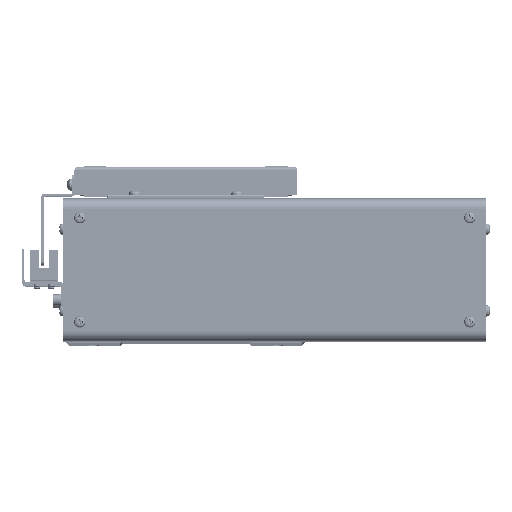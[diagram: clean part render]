
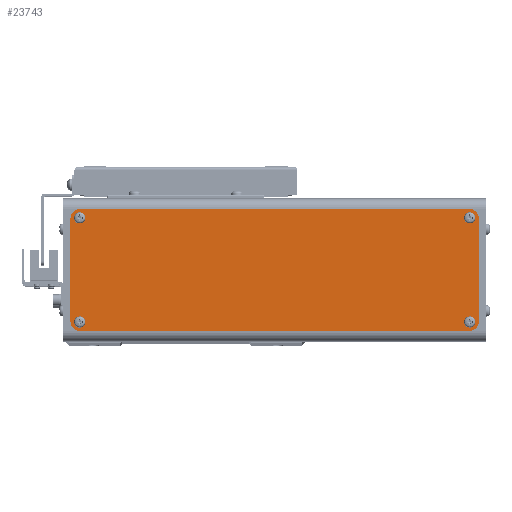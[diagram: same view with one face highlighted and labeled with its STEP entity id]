
A CAD part, top view. The second image highlights one B-rep face of the part: STEP entity #23743.
In plain terms, the highlighted planar face has unit normal (0, 0, 1).
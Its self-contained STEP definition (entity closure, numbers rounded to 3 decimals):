
#37 = EDGE_CURVE ( 'NONE', #61919, #11599, #63298, .T. ) ;
#471 = EDGE_CURVE ( 'NONE', #65597, #87157, #59093, .T. ) ;
#1555 = DIRECTION ( 'NONE',  ( -1., 0., 0. ) ) ;
#3574 = ORIENTED_EDGE ( 'NONE', *, *, #471, .F. ) ;
#4683 = AXIS2_PLACEMENT_3D ( 'NONE', #93812, #41005, #102661 ) ;
#4744 = DIRECTION ( 'NONE',  ( -1., 0., 0. ) ) ;
#6079 = DIRECTION ( 'NONE',  ( 0., 0., 1. ) ) ;
#6745 = VERTEX_POINT ( 'NONE', #52343 ) ;
#7392 = PLANE ( 'NONE',  #54948 ) ;
#10005 = VECTOR ( 'NONE', #101055, 1000. ) ;
#10432 = CARTESIAN_POINT ( 'NONE',  ( -100., 25., 1. ) ) ;
#11003 = AXIS2_PLACEMENT_3D ( 'NONE', #13980, #75710, #22864 ) ;
#11599 = VERTEX_POINT ( 'NONE', #22804 ) ;
#11821 = CARTESIAN_POINT ( 'NONE',  ( 93.9, 25.5, 1. ) ) ;
#12292 = EDGE_CURVE ( 'NONE', #36906, #73364, #59633, .T. ) ;
#12537 = ORIENTED_EDGE ( 'NONE', *, *, #64279, .T. ) ;
#13980 = CARTESIAN_POINT ( 'NONE',  ( 95.5, -25.5, 1. ) ) ;
#14824 = CIRCLE ( 'NONE', #27989, 1.6 ) ;
#15345 = CARTESIAN_POINT ( 'NONE',  ( 95.5, 25.5, 1. ) ) ;
#15497 = CARTESIAN_POINT ( 'NONE',  ( -93.9, -25.5, 1. ) ) ;
#15757 = CARTESIAN_POINT ( 'NONE',  ( -95., -25., 1. ) ) ;
#16167 = EDGE_CURVE ( 'NONE', #87157, #65597, #89086, .T. ) ;
#16293 = DIRECTION ( 'NONE',  ( -1., 0., 0. ) ) ;
#16461 = DIRECTION ( 'NONE',  ( 0., 0., 1. ) ) ;
#16647 = EDGE_LOOP ( 'NONE', ( #72082, #3574 ) ) ;
#16800 = CIRCLE ( 'NONE', #49083, 1.6 ) ;
#17051 = CARTESIAN_POINT ( 'NONE',  ( -95.5, 25.5, 1. ) ) ;
#17254 = ORIENTED_EDGE ( 'NONE', *, *, #43722, .T. ) ;
#17849 = EDGE_LOOP ( 'NONE', ( #52546, #80517 ) ) ;
#19258 = VERTEX_POINT ( 'NONE', #54042 ) ;
#19608 = CARTESIAN_POINT ( 'NONE',  ( 97.1, -25.5, 1. ) ) ;
#19736 = EDGE_CURVE ( 'NONE', #106476, #30431, #23862, .T. ) ;
#20577 = EDGE_LOOP ( 'NONE', ( #88350, #17254, #58095, #68448, #57370, #12537, #111330, #44043 ) ) ;
#21556 = DIRECTION ( 'NONE',  ( 0., 0., 1. ) ) ;
#21656 = LINE ( 'NONE', #30752, #68562 ) ;
#21712 = AXIS2_PLACEMENT_3D ( 'NONE', #110443, #57628, #4744 ) ;
#22409 = AXIS2_PLACEMENT_3D ( 'NONE', #74386, #21556, #83264 ) ;
#22762 = EDGE_LOOP ( 'NONE', ( #76407, #38642 ) ) ;
#22804 = CARTESIAN_POINT ( 'NONE',  ( -100., -25., 1. ) ) ;
#22864 = DIRECTION ( 'NONE',  ( 1., 0., 0. ) ) ;
#23743 = ADVANCED_FACE ( 'NONE', ( #39429, #106935, #109690, #62817, #60036 ), #7392, .F. ) ;
#23862 = CIRCLE ( 'NONE', #32322, 1.6 ) ;
#24248 = DIRECTION ( 'NONE',  ( -1., 0., 0. ) ) ;
#24684 = DIRECTION ( 'NONE',  ( -1., 0., 0. ) ) ;
#24790 = CIRCLE ( 'NONE', #64068, 1.6 ) ;
#25972 = DIRECTION ( 'NONE',  ( 1., 0., 0. ) ) ;
#26059 = VERTEX_POINT ( 'NONE', #57984 ) ;
#27989 = AXIS2_PLACEMENT_3D ( 'NONE', #107275, #54442, #1555 ) ;
#28536 = EDGE_CURVE ( 'NONE', #31861, #73342, #24790, .T. ) ;
#29302 = DIRECTION ( 'NONE',  ( 0., -1., 0. ) ) ;
#30431 = VERTEX_POINT ( 'NONE', #66963 ) ;
#30752 = CARTESIAN_POINT ( 'NONE',  ( 100., -25., 1. ) ) ;
#31225 = EDGE_CURVE ( 'NONE', #30431, #106476, #112620, .T. ) ;
#31861 = VERTEX_POINT ( 'NONE', #82930 ) ;
#32322 = AXIS2_PLACEMENT_3D ( 'NONE', #58980, #6079, #67852 ) ;
#32506 = DIRECTION ( 'NONE',  ( -1., 0., 0. ) ) ;
#34833 = AXIS2_PLACEMENT_3D ( 'NONE', #55007, #54613, #54243 ) ;
#35126 = CARTESIAN_POINT ( 'NONE',  ( -93.9, 25.5, 1. ) ) ;
#35325 = EDGE_CURVE ( 'NONE', #6745, #61919, #85882, .T. ) ;
#35671 = EDGE_CURVE ( 'NONE', #73342, #31861, #16800, .T. ) ;
#35880 = CARTESIAN_POINT ( 'NONE',  ( -100., -25., 1. ) ) ;
#36906 = VERTEX_POINT ( 'NONE', #48115 ) ;
#37389 = ORIENTED_EDGE ( 'NONE', *, *, #35671, .F. ) ;
#37717 = VERTEX_POINT ( 'NONE', #56479 ) ;
#38642 = ORIENTED_EDGE ( 'NONE', *, *, #88951, .F. ) ;
#38883 = EDGE_CURVE ( 'NONE', #11599, #19258, #111522, .T. ) ;
#38965 = DIRECTION ( 'NONE',  ( 0., 0., 1. ) ) ;
#39429 = FACE_BOUND ( 'NONE', #17849, .T. ) ;
#40680 = EDGE_CURVE ( 'NONE', #102223, #26059, #14824, .T. ) ;
#41005 = DIRECTION ( 'NONE',  ( 0., 0., 1. ) ) ;
#41357 = CARTESIAN_POINT ( 'NONE',  ( -95., 30., 1. ) ) ;
#43722 = EDGE_CURVE ( 'NONE', #73364, #6745, #70256, .T. ) ;
#44043 = ORIENTED_EDGE ( 'NONE', *, *, #92374, .T. ) ;
#47830 = CARTESIAN_POINT ( 'NONE',  ( 100., -25., 1. ) ) ;
#48115 = CARTESIAN_POINT ( 'NONE',  ( 100., 25., 1. ) ) ;
#49083 = AXIS2_PLACEMENT_3D ( 'NONE', #17051, #78820, #25972 ) ;
#50985 = CIRCLE ( 'NONE', #22409, 5. ) ;
#52343 = CARTESIAN_POINT ( 'NONE',  ( -95., 30., 1. ) ) ;
#52546 = ORIENTED_EDGE ( 'NONE', *, *, #31225, .F. ) ;
#54042 = CARTESIAN_POINT ( 'NONE',  ( -95., -30., 1. ) ) ;
#54243 = DIRECTION ( 'NONE',  ( -1., 0., 0. ) ) ;
#54442 = DIRECTION ( 'NONE',  ( 0., 0., 1. ) ) ;
#54613 = DIRECTION ( 'NONE',  ( 0., 0., 1. ) ) ;
#54948 = AXIS2_PLACEMENT_3D ( 'NONE', #95408, #69156, #16293 ) ;
#55007 = CARTESIAN_POINT ( 'NONE',  ( -95.5, -25.5, 1. ) ) ;
#56479 = CARTESIAN_POINT ( 'NONE',  ( 95., -30., 1. ) ) ;
#56898 = DIRECTION ( 'NONE',  ( 0., 1., 0. ) ) ;
#57370 = ORIENTED_EDGE ( 'NONE', *, *, #38883, .T. ) ;
#57628 = DIRECTION ( 'NONE',  ( 0., 0., 1. ) ) ;
#57984 = CARTESIAN_POINT ( 'NONE',  ( 97.1, 25.5, 1. ) ) ;
#58095 = ORIENTED_EDGE ( 'NONE', *, *, #35325, .T. ) ;
#58980 = CARTESIAN_POINT ( 'NONE',  ( 95.5, -25.5, 1. ) ) ;
#59093 = CIRCLE ( 'NONE', #34833, 1.6 ) ;
#59633 = CIRCLE ( 'NONE', #65004, 5. ) ;
#60036 = FACE_BOUND ( 'NONE', #16647, .T. ) ;
#60519 = VECTOR ( 'NONE', #29302, 1000. ) ;
#61919 = VERTEX_POINT ( 'NONE', #10432 ) ;
#62817 = FACE_BOUND ( 'NONE', #22762, .T. ) ;
#63298 = LINE ( 'NONE', #35880, #60519 ) ;
#64068 = AXIS2_PLACEMENT_3D ( 'NONE', #69313, #16461, #78205 ) ;
#64279 = EDGE_CURVE ( 'NONE', #19258, #37717, #80432, .T. ) ;
#65004 = AXIS2_PLACEMENT_3D ( 'NONE', #91733, #38965, #100574 ) ;
#65597 = VERTEX_POINT ( 'NONE', #15497 ) ;
#66963 = CARTESIAN_POINT ( 'NONE',  ( 93.9, -25.5, 1. ) ) ;
#67510 = VECTOR ( 'NONE', #32506, 1000. ) ;
#67852 = DIRECTION ( 'NONE',  ( 1., 0., 0. ) ) ;
#68448 = ORIENTED_EDGE ( 'NONE', *, *, #37, .T. ) ;
#68562 = VECTOR ( 'NONE', #56898, 1000. ) ;
#69156 = DIRECTION ( 'NONE',  ( 0., 0., -1. ) ) ;
#69313 = CARTESIAN_POINT ( 'NONE',  ( -95.5, 25.5, 1. ) ) ;
#70086 = EDGE_LOOP ( 'NONE', ( #71329, #37389 ) ) ;
#70256 = LINE ( 'NONE', #41357, #67510 ) ;
#71329 = ORIENTED_EDGE ( 'NONE', *, *, #28536, .F. ) ;
#72082 = ORIENTED_EDGE ( 'NONE', *, *, #16167, .F. ) ;
#73342 = VERTEX_POINT ( 'NONE', #35126 ) ;
#73364 = VERTEX_POINT ( 'NONE', #79435 ) ;
#74386 = CARTESIAN_POINT ( 'NONE',  ( 95., -25., 1. ) ) ;
#75710 = DIRECTION ( 'NONE',  ( 0., 0., 1. ) ) ;
#76407 = ORIENTED_EDGE ( 'NONE', *, *, #40680, .F. ) ;
#76603 = AXIS2_PLACEMENT_3D ( 'NONE', #15757, #77520, #24684 ) ;
#77079 = DIRECTION ( 'NONE',  ( 0., 0., 1. ) ) ;
#77520 = DIRECTION ( 'NONE',  ( 0., 0., 1. ) ) ;
#78205 = DIRECTION ( 'NONE',  ( 1., 0., 0. ) ) ;
#78820 = DIRECTION ( 'NONE',  ( 0., 0., 1. ) ) ;
#79435 = CARTESIAN_POINT ( 'NONE',  ( 95., 30., 1. ) ) ;
#79487 = CARTESIAN_POINT ( 'NONE',  ( -97.1, -25.5, 1. ) ) ;
#80432 = LINE ( 'NONE', #92228, #10005 ) ;
#80517 = ORIENTED_EDGE ( 'NONE', *, *, #19736, .F. ) ;
#82930 = CARTESIAN_POINT ( 'NONE',  ( -97.1, 25.5, 1. ) ) ;
#83264 = DIRECTION ( 'NONE',  ( 1., 0., 0. ) ) ;
#85882 = CIRCLE ( 'NONE', #21712, 5. ) ;
#87157 = VERTEX_POINT ( 'NONE', #79487 ) ;
#88350 = ORIENTED_EDGE ( 'NONE', *, *, #12292, .T. ) ;
#88951 = EDGE_CURVE ( 'NONE', #26059, #102223, #106232, .T. ) ;
#89086 = CIRCLE ( 'NONE', #4683, 1.6 ) ;
#91733 = CARTESIAN_POINT ( 'NONE',  ( 95., 25., 1. ) ) ;
#92228 = CARTESIAN_POINT ( 'NONE',  ( -95., -30., 1. ) ) ;
#92374 = EDGE_CURVE ( 'NONE', #103426, #36906, #21656, .T. ) ;
#93812 = CARTESIAN_POINT ( 'NONE',  ( -95.5, -25.5, 1. ) ) ;
#95391 = AXIS2_PLACEMENT_3D ( 'NONE', #15345, #77079, #24248 ) ;
#95408 = CARTESIAN_POINT ( 'NONE',  ( 95., 25., 1. ) ) ;
#100574 = DIRECTION ( 'NONE',  ( -1., 0., 0. ) ) ;
#101055 = DIRECTION ( 'NONE',  ( 1., 0., 0. ) ) ;
#102223 = VERTEX_POINT ( 'NONE', #11821 ) ;
#102661 = DIRECTION ( 'NONE',  ( -1., 0., 0. ) ) ;
#103426 = VERTEX_POINT ( 'NONE', #47830 ) ;
#106232 = CIRCLE ( 'NONE', #95391, 1.6 ) ;
#106476 = VERTEX_POINT ( 'NONE', #19608 ) ;
#106935 = FACE_BOUND ( 'NONE', #70086, .T. ) ;
#107275 = CARTESIAN_POINT ( 'NONE',  ( 95.5, 25.5, 1. ) ) ;
#109690 = FACE_OUTER_BOUND ( 'NONE', #20577, .T. ) ;
#110443 = CARTESIAN_POINT ( 'NONE',  ( -95., 25., 1. ) ) ;
#111330 = ORIENTED_EDGE ( 'NONE', *, *, #111890, .T. ) ;
#111522 = CIRCLE ( 'NONE', #76603, 5. ) ;
#111890 = EDGE_CURVE ( 'NONE', #37717, #103426, #50985, .T. ) ;
#112620 = CIRCLE ( 'NONE', #11003, 1.6 ) ;
